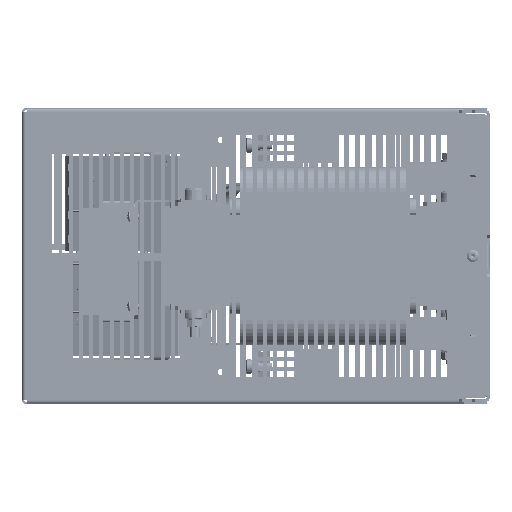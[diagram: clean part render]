
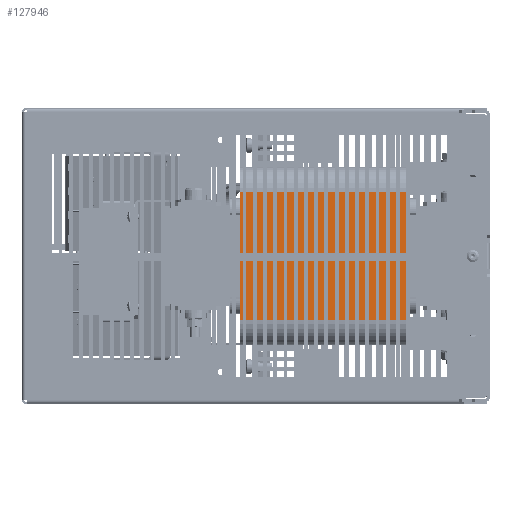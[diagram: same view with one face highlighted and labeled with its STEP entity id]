
A CAD part, left-side view. The second image highlights one B-rep face of the part: STEP entity #127946.
In plain terms, the highlighted face is planar.
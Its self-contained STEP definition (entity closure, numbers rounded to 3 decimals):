
#1748 = CARTESIAN_POINT ( 'NONE',  ( 46., 65., -50. ) ) ;
#3072 = DIRECTION ( 'NONE',  ( 0., 0., -1. ) ) ;
#6200 = VERTEX_POINT ( 'NONE', #86822 ) ;
#8884 = LINE ( 'NONE', #117879, #119365 ) ;
#9115 = ORIENTED_EDGE ( 'NONE', *, *, #109259, .T. ) ;
#20261 = EDGE_CURVE ( 'NONE', #128969, #6200, #46879, .T. ) ;
#43603 = VECTOR ( 'NONE', #73332, 1000. ) ;
#46879 = LINE ( 'NONE', #117730, #142799 ) ;
#47404 = DIRECTION ( 'NONE',  ( 0., 0., -1. ) ) ;
#48737 = VERTEX_POINT ( 'NONE', #1748 ) ;
#48998 = CARTESIAN_POINT ( 'NONE',  ( 46., 65., 50. ) ) ;
#49056 = LINE ( 'NONE', #143361, #43603 ) ;
#52816 = AXIS2_PLACEMENT_3D ( 'NONE', #98101, #134260, #144081 ) ;
#55131 = ORIENTED_EDGE ( 'NONE', *, *, #20261, .T. ) ;
#59657 = VERTEX_POINT ( 'NONE', #134036 ) ;
#62983 = VECTOR ( 'NONE', #3072, 1000. ) ;
#63100 = EDGE_LOOP ( 'NONE', ( #141770, #55131, #9115, #138725 ) ) ;
#73332 = DIRECTION ( 'NONE',  ( 0., 1., 0. ) ) ;
#86822 = CARTESIAN_POINT ( 'NONE',  ( 46., -65., 50. ) ) ;
#98101 = CARTESIAN_POINT ( 'NONE',  ( 46., 65., -70. ) ) ;
#104347 = EDGE_CURVE ( 'NONE', #59657, #48737, #49056, .T. ) ;
#109259 = EDGE_CURVE ( 'NONE', #6200, #59657, #125582, .T. ) ;
#116220 = DIRECTION ( 'NONE',  ( 0., -1., 0. ) ) ;
#117730 = CARTESIAN_POINT ( 'NONE',  ( 46., 65., 50. ) ) ;
#117879 = CARTESIAN_POINT ( 'NONE',  ( 46., 65., -70. ) ) ;
#119365 = VECTOR ( 'NONE', #47404, 1000. ) ;
#125582 = LINE ( 'NONE', #145712, #62983 ) ;
#127946 = ADVANCED_FACE ( 'NONE', ( #142048 ), #132228, .F. ) ;
#128969 = VERTEX_POINT ( 'NONE', #48998 ) ;
#132228 = PLANE ( 'NONE',  #52816 ) ;
#134036 = CARTESIAN_POINT ( 'NONE',  ( 46., -65., -50. ) ) ;
#134260 = DIRECTION ( 'NONE',  ( -1., 0., 0. ) ) ;
#137213 = EDGE_CURVE ( 'NONE', #128969, #48737, #8884, .T. ) ;
#138725 = ORIENTED_EDGE ( 'NONE', *, *, #104347, .T. ) ;
#141770 = ORIENTED_EDGE ( 'NONE', *, *, #137213, .F. ) ;
#142048 = FACE_OUTER_BOUND ( 'NONE', #63100, .T. ) ;
#142799 = VECTOR ( 'NONE', #116220, 1000. ) ;
#143361 = CARTESIAN_POINT ( 'NONE',  ( 46., 65., -50. ) ) ;
#144081 = DIRECTION ( 'NONE',  ( 0., 0., 1. ) ) ;
#145712 = CARTESIAN_POINT ( 'NONE',  ( 46., -65., -70. ) ) ;
